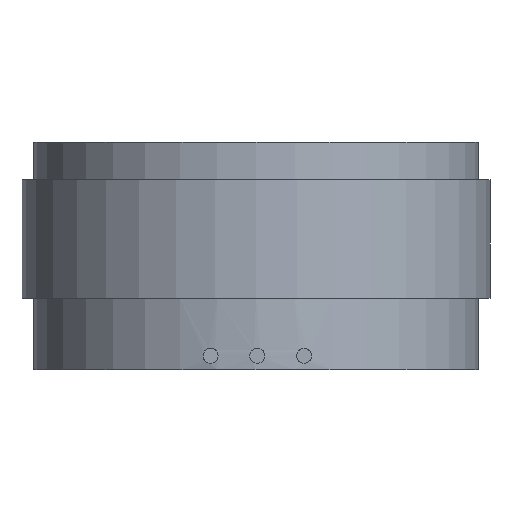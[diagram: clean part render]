
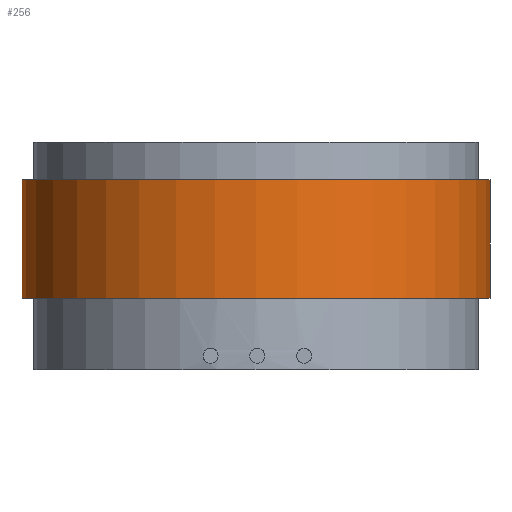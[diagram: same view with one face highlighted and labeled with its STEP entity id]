
A CAD part, front view. The second image highlights one B-rep face of the part: STEP entity #256.
In plain terms, the highlighted cylindrical face has radius 25 mm (diameter 50 mm), a full revolution.
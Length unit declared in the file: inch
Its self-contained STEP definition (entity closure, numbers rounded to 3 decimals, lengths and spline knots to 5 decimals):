
#58=FACE_OUTER_BOUND('',#82,.T.);
#82=EDGE_LOOP('',(#208,#209,#210,#211));
#100=LINE('',#546,#109);
#109=VECTOR('',#364,0.98425);
#121=CIRCLE('',#302,0.98425);
#123=CIRCLE('',#306,0.98425);
#142=VERTEX_POINT('',#537);
#144=VERTEX_POINT('',#544);
#166=EDGE_CURVE('',#142,#142,#121,.T.);
#169=EDGE_CURVE('',#144,#144,#123,.T.);
#170=EDGE_CURVE('',#144,#142,#100,.T.);
#208=ORIENTED_EDGE('',*,*,#169,.F.);
#209=ORIENTED_EDGE('',*,*,#170,.T.);
#210=ORIENTED_EDGE('',*,*,#166,.F.);
#211=ORIENTED_EDGE('',*,*,#170,.F.);
#244=CYLINDRICAL_SURFACE('',#305,0.98425);
#256=ADVANCED_FACE('',(#58),#244,.T.);
#302=AXIS2_PLACEMENT_3D('',#538,#353,#354);
#305=AXIS2_PLACEMENT_3D('',#543,#360,#361);
#306=AXIS2_PLACEMENT_3D('',#545,#362,#363);
#353=DIRECTION('center_axis',(0.,0.,
-1.));
#354=DIRECTION('ref_axis',(1.,0.,0.));
#360=DIRECTION('center_axis',(0.,0.,
1.));
#361=DIRECTION('ref_axis',(1.,0.,0.));
#362=DIRECTION('center_axis',(0.,0.,
1.));
#363=DIRECTION('ref_axis',(1.,0.,0.));
#364=DIRECTION('',(0.,0.,-1.));
#537=CARTESIAN_POINT('',(-0.98425,0.,-0.41007));
#538=CARTESIAN_POINT('Origin',(0.,0.,
-0.41007));
#543=CARTESIAN_POINT('Origin',(0.,0.,
-0.07149));
#544=CARTESIAN_POINT('',(-0.98425,0.,0.08993));
#545=CARTESIAN_POINT('Origin',(0.,0.,
0.08993));
#546=CARTESIAN_POINT('',(-0.98425,0.,-0.07149));
